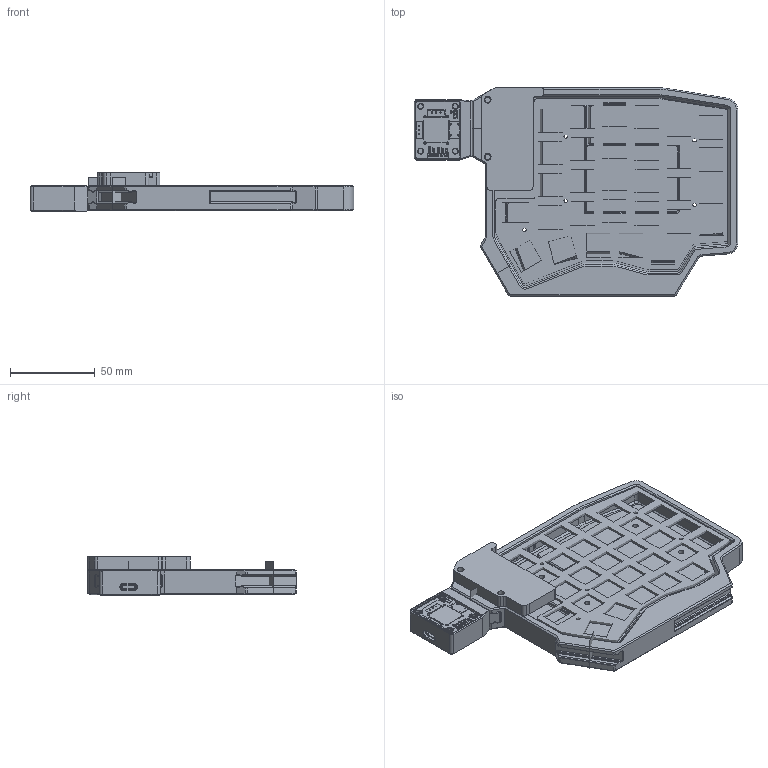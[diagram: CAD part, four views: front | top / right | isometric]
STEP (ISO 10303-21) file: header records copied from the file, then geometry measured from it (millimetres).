
FILE_DESCRIPTION(/* description */ ('STEP AP242','CAx-IF Rec.Pracs.---Representation and Presentation of Product Manufacturing Information (PMI)---4.0---2014-10-13','CAx-IF Rec.Pracs.---3D Tessellated Geometry---0.4---2014-09-14','2;1'),/* implementation_level */ '2;1');
FILE_NAME(/* name */ 'Sofle',/* time_stamp */ '2024-07-16T14:15:22Z',/* author */ (''),/* organization */ (''),/* preprocessor_version */ 'ST-DEVELOPER v20',/* originating_system */ ' ',/* authorisation */ ' ');
FILE_SCHEMA (('AP242_MANAGED_MODEL_BASED_3D_ENGINEERING_MIM_LF { 1 0 10303 442 1 1 4 }'));
Products named in the file (8): ESP32 Zero / Super Micro; Joystick PCB; Joystick Module; MCU Cover; Surface 2; Surface 1; Case; Top Plate
Bounding box: 191.43 x 123.32 x 22.59 mm (x, y, z)
Volume: 119902.8 mm3; surface area: 82939.6 mm2
Topology: 5 solids, 8 shells, 1896 faces, 4685 edges, 2907 vertices
Faces by surface type: plane 1437, cylinder 285, cone 94, bspline 79, other 1
Full cylindrical faces by diameter (mm): 0.8 x10, 0.813 x18, 1 x5, 1.27 x2, 1.3 x4, 3 x4, 3.199 x1, 3.2 x7, 3.201 x1, 3.5 x4, 3.7 x1, 3.8 x4, 3.999 x1, 4 x5, 4.001 x1, 4.3 x4, 5 x5
Entity records: 58154 total; most frequent: CARTESIAN_POINT 12150, ORIENTED_EDGE 9208, DIRECTION 8610, EDGE_CURVE 4608, LINE 3634, VECTOR 3634, VERTEX_POINT 2907, AXIS2_PLACEMENT_3D 2488
